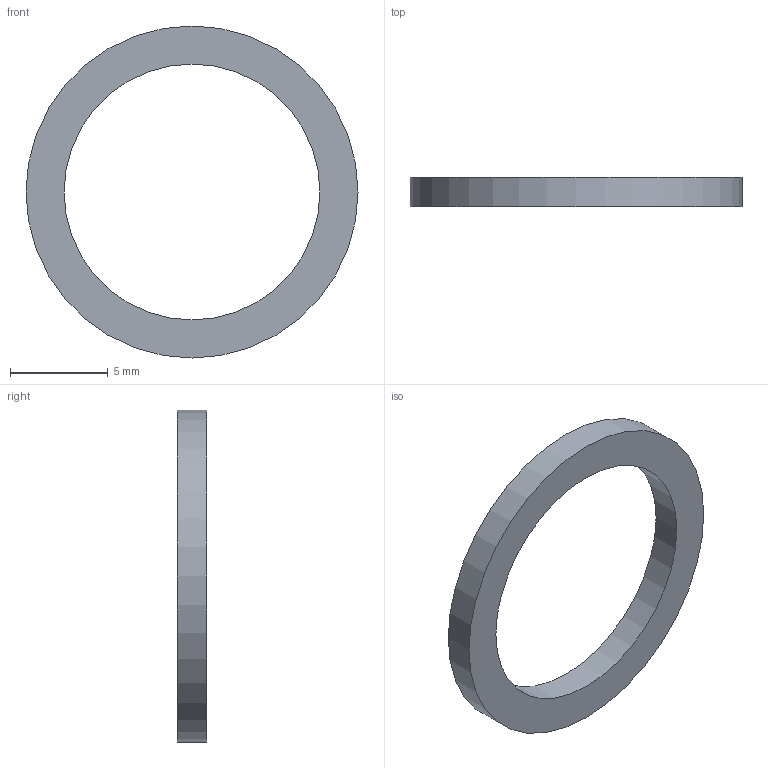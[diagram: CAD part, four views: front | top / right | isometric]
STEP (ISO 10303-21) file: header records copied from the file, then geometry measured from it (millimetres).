
FILE_DESCRIPTION(/* description */ (''),/* implementation_level */ '2;1');
FILE_NAME(/* name */ '16-1125-071-001_01.stp',/* time_stamp */ '2017-07-13T14:39:17+02:00',/* author */ (''),/* organization */ (''),/* preprocessor_version */ 'ST-DEVELOPER v16',/* originating_system */ 'SIEMENS PLM Software NX 11.0',/* authorisation */ '');
FILE_SCHEMA (('AUTOMOTIVE_DESIGN { 1 0 10303 214 3 1 1 1 }'));
Length unit declared in the file: millimetre
Products named in the file (1): smag1210AF4E0zqi
Bounding box: 17 x 1.5 x 17 mm (x, y, z)
Volume: 138.3 mm3; surface area: 326.2 mm2
Topology: 1 solids, 1 shells, 4 faces, 7 edges, 5 vertices
Faces by surface type: plane 2, cylinder 2
Full cylindrical faces by diameter (mm): 13.1 x1, 17 x1
Entity records: 120 total; most frequent: DIRECTION 18, CARTESIAN_POINT 13, AXIS2_PLACEMENT_3D 9, FACE_BOUND 8, EDGE_LOOP 8, ORIENTED_EDGE 8, ADVANCED_FACE 4, VERTEX_POINT 4
